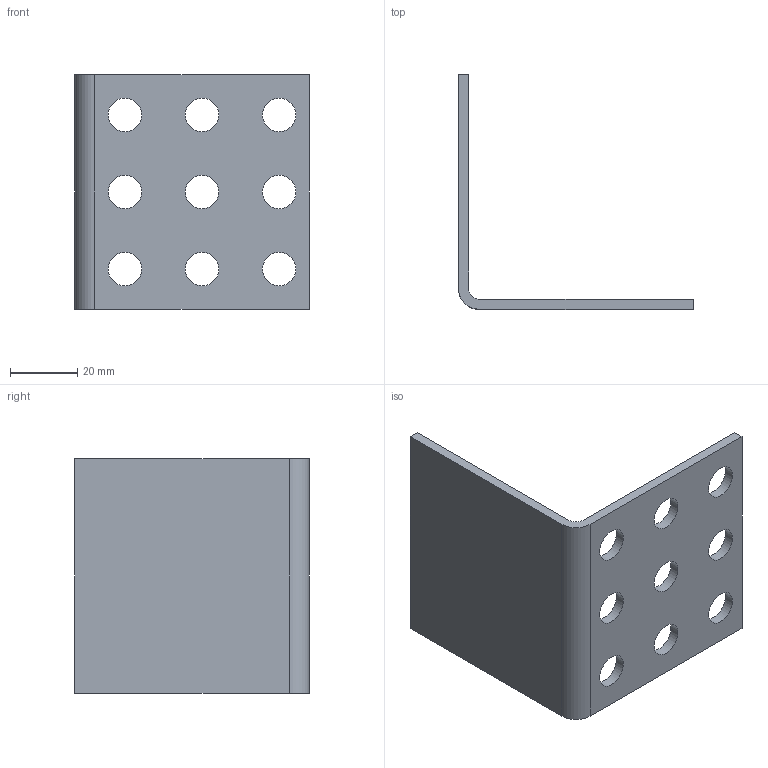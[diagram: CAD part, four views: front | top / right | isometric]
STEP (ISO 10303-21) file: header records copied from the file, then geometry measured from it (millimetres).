
FILE_DESCRIPTION( ( 'STEP AP214' ), ' ' );
FILE_NAME( 'L_Bracket_-_70-3-70_0_10_0-70_3_10_23.stp', '2017-03-30T05:05:40', ( '' ), ( '' ), ' ', 'PARTsolutions', ' ' );
FILE_SCHEMA( ( 'AUTOMOTIVE_DESIGN { 1 0 10303 214 1 1 1 1 }' ) );
Length unit declared in the file: millimetre
Products named in the file (1): _L Bracket - 70-3-70/0/10/0-70/3/10/23
Bounding box: 70 x 70 x 70 mm (x, y, z)
Volume: 26243.8 mm3; surface area: 19574.5 mm2
Topology: 1 solids, 1 shells, 19 faces, 51 edges, 34 vertices
Faces by surface type: cylinder 11, plane 8
Full cylindrical faces by diameter (mm): 10 x9
Entity records: 766 total; most frequent: DIRECTION 104, CARTESIAN_POINT 96, ORIENTED_EDGE 84, EDGE_LOOP 46, AXIS2_PLACEMENT_3D 42, EDGE_CURVE 42, VERTEX_POINT 34, FACE_OUTER_BOUND 28
